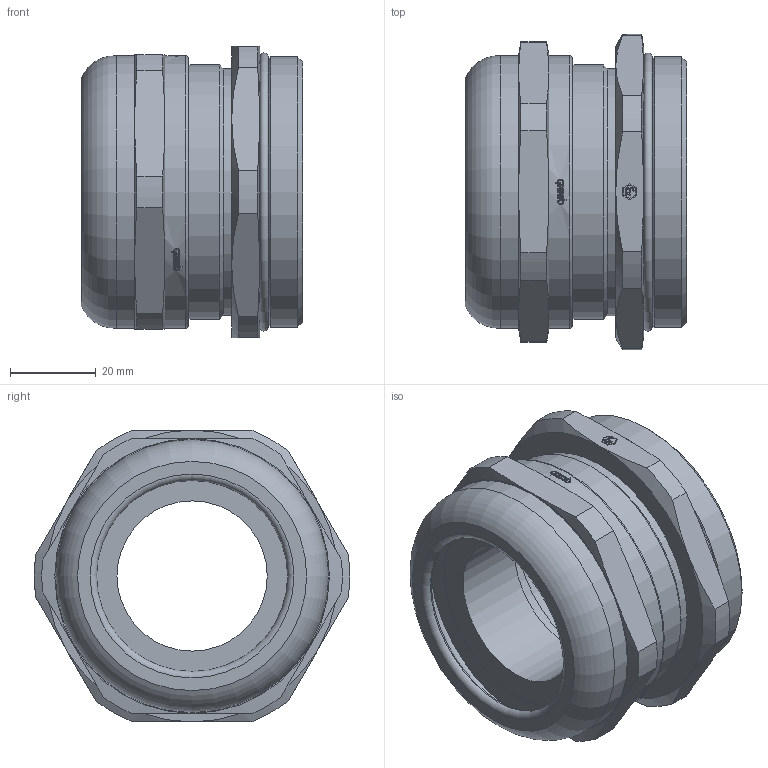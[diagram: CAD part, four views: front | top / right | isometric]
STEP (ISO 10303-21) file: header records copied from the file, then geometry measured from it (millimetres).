
FILE_DESCRIPTION(/* description */ ('HSK-M-Ex Metr.-HSK-Ex-e Standard Cable Glands'),/* implementation_level */ '2;1');
FILE_NAME(/* name */ '1610630051.stp',/* time_stamp */ '2021-10-13T14:32:11+02:00',/* author */ ('sl'),/* organization */ ('HUMMEL'),/* preprocessor_version */ 'ST-DEVELOPER v16.5',/* originating_system */ 'Autodesk Inventor 2017',/* authorisation */ '');
FILE_SCHEMA (('AUTOMOTIVE_DESIGN { 1 0 10303 214 3 1 1 }'));
Length unit declared in the file: millimetre
Products named in the file (6): HSK-M-Ex 1.610.6300.51(1); HSK-M-Ex 1.610.6300.51-Nut; HSK-M-Ex 1.610.6300.51(1)-Gland; HSK-M-Ex 1.610.6300.51-Clamping Insert; HSK-M-Ex 1.610.6300.51(1)-Sealing insert; HSK-M-Ex 1.610.6300.51(1)-O-Ring
Assembly tree (5 placements, depth 2):
  HSK-M-Ex 1.610.6300.51(1)
    HSK-M-Ex 1.610.6300.51-Nut
    HSK-M-Ex 1.610.6300.51(1)-Gland
    HSK-M-Ex 1.610.6300.51-Clamping Insert
    HSK-M-Ex 1.610.6300.51(1)-Sealing insert
    HSK-M-Ex 1.610.6300.51(1)-O-Ring
Bounding box: 51.51 x 73.46 x 68 mm (x, y, z)
Volume: 88093.8 mm3; surface area: 49244.1 mm2
Topology: 5 solids, 5 shells, 375 faces, 970 edges, 635 vertices
Faces by surface type: plane 271, cylinder 71, cone 27, torus 6
Full cylindrical faces by diameter (mm): 35 x1, 44.4 x1, 44.5 x1, 47.4 x2, 52.8 x2, 53.5 x2, 55 x2, 57.6 x1, 57.78 x1, 58.54 x1, 59.3 x1, 60.8 x1, 63 x1, 63.5 x2
Entity records: 11841 total; most frequent: CARTESIAN_POINT 2484, DIRECTION 1977, ORIENTED_EDGE 1872, EDGE_CURVE 936, AXIS2_PLACEMENT_3D 721, VERTEX_POINT 634, LINE 535, VECTOR 535
